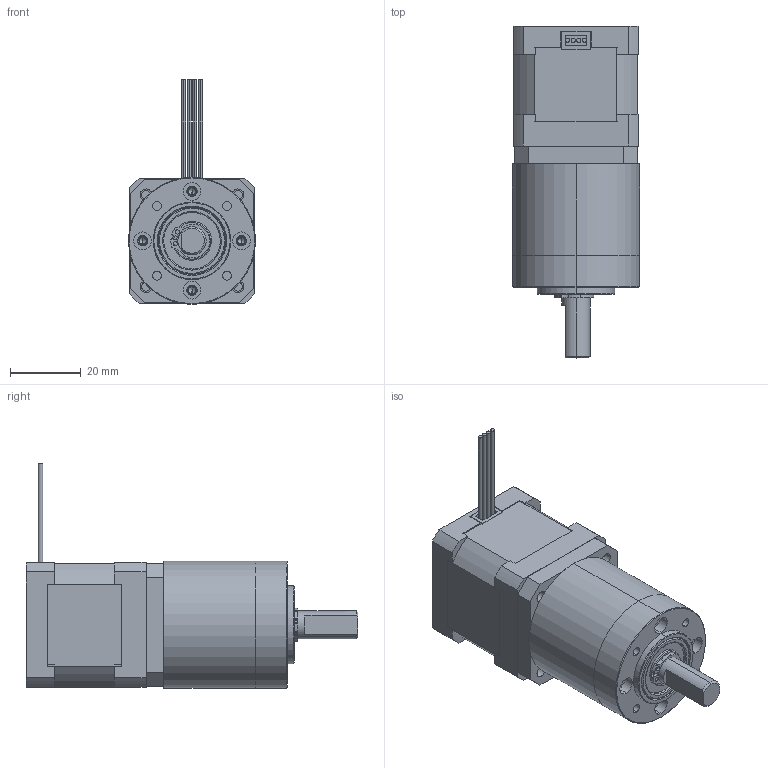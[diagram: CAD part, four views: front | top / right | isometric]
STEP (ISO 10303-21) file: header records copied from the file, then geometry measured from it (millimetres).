
FILE_DESCRIPTION (( 'STEP AP203' ), '1' );
FILE_NAME ('35H234-1004AG26.85.STEP', '2022-10-19T02:18:51', ( '' ), ( '' ), 'SwSTEP 2.0', 'SolidWorks 2020', '' );
FILE_SCHEMA (( 'CONFIG_CONTROL_DESIGN' ));
Length unit declared in the file: millimetre
Products named in the file (14): M3蹟隊; 35D16-Aヶ傷裔; 粣; PLA36-003ヶ傷裔; 媼撰熬厒掀; 35D16-B綴傷裔; 隅赽; 35H234-1004AG26.85; 盄旰; PLA36-004綴傷裔; 698ZZ 19x8x6; PLA36-013齿圈2; PLA36-002怀堤粣; 粣8縐遠
Assembly tree (17 placements, depth 3):
  35H234-1004AG26.85
    隅赽
    35D16-Aヶ傷裔
    35D16-B綴傷裔
    M3蹟隊  x4
    盄旰
    粣
    媼撰熬厒掀
      PLA36-003ヶ傷裔
      PLA36-002怀堤粣
      698ZZ 19x8x6  x2
      粣8縐遠
      PLA36-013齿圈2
      PLA36-004綴傷裔
Bounding box: 36 x 94 x 63.65 mm (x, y, z)
Volume: 73960.3 mm3; surface area: 35791 mm2
Topology: 20 solids, 20 shells, 816 faces, 2098 edges, 1348 vertices
Faces by surface type: cylinder 541, plane 154, cone 69, torus 32, bspline 20
Entity records: 24123 total; most frequent: DIRECTION 4379, CARTESIAN_POINT 3964, ORIENTED_EDGE 3686, EDGE_CURVE 1843, AXIS2_PLACEMENT_3D 1823, VERTEX_POINT 1200, CIRCLE 1100, EDGE_LOOP 817
